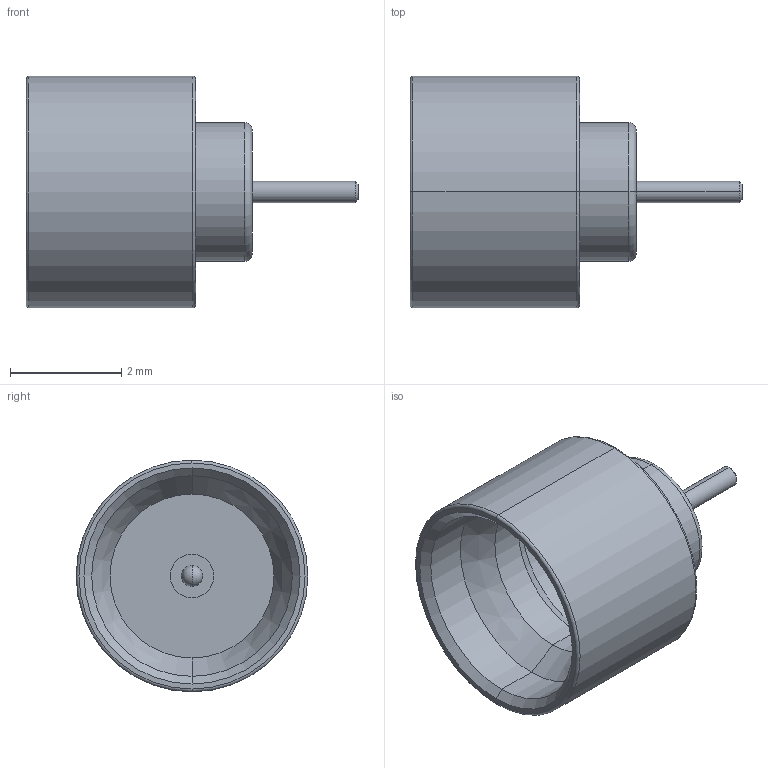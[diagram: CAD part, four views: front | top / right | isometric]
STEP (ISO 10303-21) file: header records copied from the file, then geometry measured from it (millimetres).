
FILE_DESCRIPTION (( 'STEP AP203' ), '1' );
FILE_NAME ('SC5290.step', '2019-04-08T23:03:14', ( '' ), ( '' ), 'SwSTEP 2.0', 'SolidWorks 2018', '' );
FILE_SCHEMA (( 'CONFIG_CONTROL_DESIGN' ));
Length unit declared in the file: inch
Products named in the file (1): SC5290
Bounding box: 5.97 x 4.17 x 4.17 mm (x, y, z)
Volume: 22.8 mm3; surface area: 105.6 mm2
Topology: 1 solids, 1 shells, 41 faces, 84 edges, 49 vertices
Faces by surface type: cylinder 18, cone 8, plane 7, torus 6, sphere 2
Entity records: 1135 total; most frequent: DIRECTION 218, CARTESIAN_POINT 169, ORIENTED_EDGE 160, AXIS2_PLACEMENT_3D 96, EDGE_CURVE 80, CIRCLE 54, VERTEX_POINT 47, EDGE_LOOP 47
